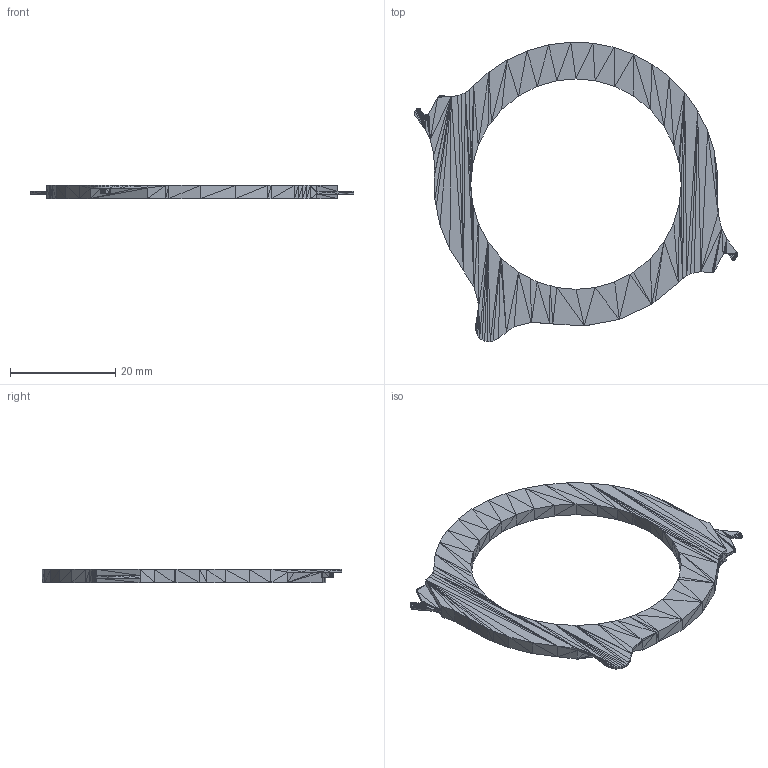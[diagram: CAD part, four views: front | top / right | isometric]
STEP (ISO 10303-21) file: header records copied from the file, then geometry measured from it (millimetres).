
FILE_DESCRIPTION(/* description */ (''),/* implementation_level */ '2;1');
FILE_NAME(/* name */ 'bague d''adaptation',/* time_stamp */ '2021-09-10T17:03:32+02:00',/* author */ (''),/* organization */ (''),/* preprocessor_version */ 'ST-DEVELOPER v16.5',/* originating_system */ '',/* authorisation */ '');
FILE_SCHEMA (('AUTOMOTIVE_DESIGN'));
Length unit declared in the file: millimetre
Products named in the file (1): Document
Bounding box: 61.51 x 56.95 x 2.5 mm (x, y, z)
Surface area: 3132.3 mm2 (no closed solid volume)
Topology: 0 solids, 232 shells, 894 faces, 2957 edges, 1352 vertices
Faces by surface type: bspline 893, plane 1
Entity records: 26032 total; most frequent: CARTESIAN_POINT 9902, ORIENTED_EDGE 2682, EDGE_CURVE 2017, B_SPLINE_CURVE_WITH_KNOTS 2017, VERTEX_POINT 1352, PRESENTATION_LAYER_ASSIGNMENT 1172, DIRECTION 947, VECTOR 940
